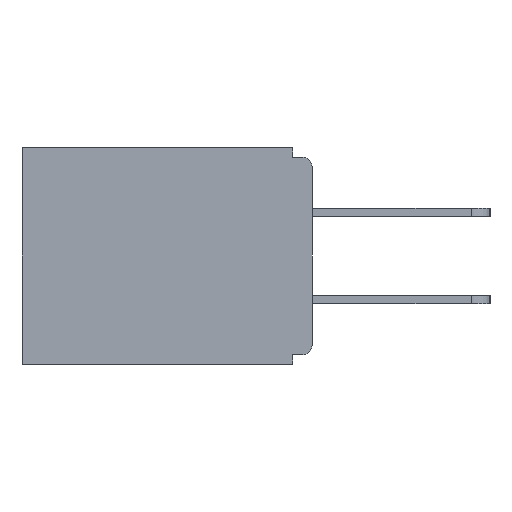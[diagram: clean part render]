
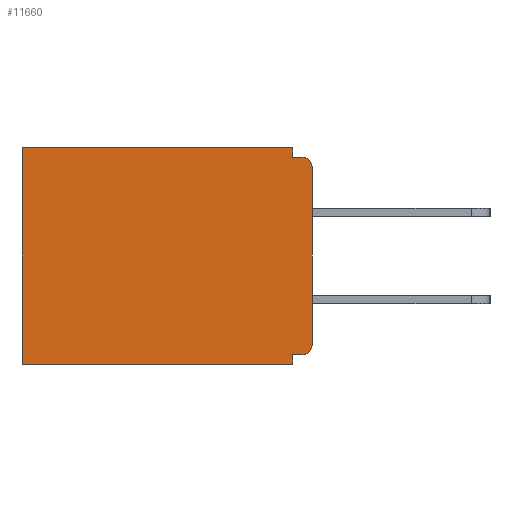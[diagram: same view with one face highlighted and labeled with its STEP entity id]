
A CAD part, left-side view. The second image highlights one B-rep face of the part: STEP entity #11660.
In plain terms, the highlighted planar face has unit normal (-1, 0, 0).
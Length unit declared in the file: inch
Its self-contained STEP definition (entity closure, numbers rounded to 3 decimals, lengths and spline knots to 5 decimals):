
#538 = ORIENTED_EDGE ( 'NONE', *, *, #13364, .T. ) ;
#576 = CARTESIAN_POINT ( 'NONE',  ( 0.298, 0.031, -0.343 ) ) ;
#926 = EDGE_CURVE ( 'NONE', #5681, #3481, #6962, .T. ) ;
#938 = DIRECTION ( 'NONE',  ( 1., 0., 0. ) ) ;
#985 = EDGE_CURVE ( 'NONE', #10210, #13018, #13463, .T. ) ;
#1108 = EDGE_CURVE ( 'NONE', #10210, #10730, #10699, .T. ) ;
#1355 = VERTEX_POINT ( 'NONE', #10822 ) ;
#1468 = DIRECTION ( 'NONE',  ( 0., 0., -1. ) ) ;
#1896 = CARTESIAN_POINT ( 'NONE',  ( 0.298, 0., -0.015 ) ) ;
#1902 = EDGE_CURVE ( 'NONE', #7645, #5681, #11311, .T. ) ;
#2065 = CARTESIAN_POINT ( 'NONE',  ( 0.298, 0.015, -0.03 ) ) ;
#2456 = ORIENTED_EDGE ( 'NONE', *, *, #1108, .F. ) ;
#2517 = DIRECTION ( 'NONE',  ( 0., 0., -1. ) ) ;
#2829 = CARTESIAN_POINT ( 'NONE',  ( 0.298, 0.015, -0.313 ) ) ;
#3351 = EDGE_CURVE ( 'NONE', #13461, #10877, #13410, .T. ) ;
#3423 = VERTEX_POINT ( 'NONE', #3542 ) ;
#3481 = VERTEX_POINT ( 'NONE', #9047 ) ;
#3489 = ORIENTED_EDGE ( 'NONE', *, *, #7667, .F. ) ;
#3539 = ORIENTED_EDGE ( 'NONE', *, *, #926, .F. ) ;
#3542 = CARTESIAN_POINT ( 'NONE',  ( 0.298, 0.46, -0.343 ) ) ;
#3599 = AXIS2_PLACEMENT_3D ( 'NONE', #2065, #6334, #4239 ) ;
#3602 = ORIENTED_EDGE ( 'NONE', *, *, #10694, .T. ) ;
#4103 = VECTOR ( 'NONE', #7851, 39.37008 ) ;
#4239 = DIRECTION ( 'NONE',  ( 0., 0., -1. ) ) ;
#4522 = DIRECTION ( 'NONE',  ( 0., 0., -1. ) ) ;
#4611 = CARTESIAN_POINT ( 'NONE',  ( 0.298, 0., 0. ) ) ;
#5076 = DIRECTION ( 'NONE',  ( -1., 0., 0. ) ) ;
#5255 = LINE ( 'NONE', #7473, #12296 ) ;
#5369 = EDGE_LOOP ( 'NONE', ( #11557, #3489, #8318, #3602, #11204, #6807, #3539, #5763, #538, #2456 ) ) ;
#5571 = DIRECTION ( 'NONE',  ( 0., 0., -1. ) ) ;
#5681 = VERTEX_POINT ( 'NONE', #11749 ) ;
#5763 = ORIENTED_EDGE ( 'NONE', *, *, #1902, .F. ) ;
#5792 = DIRECTION ( 'NONE',  ( 0., -1., 0. ) ) ;
#5940 = VECTOR ( 'NONE', #4522, 39.37008 ) ;
#6090 = DIRECTION ( 'NONE',  ( 0., 0., -1. ) ) ;
#6246 = AXIS2_PLACEMENT_3D ( 'NONE', #12436, #938, #10306 ) ;
#6314 = CARTESIAN_POINT ( 'NONE',  ( 0.298, 0., -0.03 ) ) ;
#6334 = DIRECTION ( 'NONE',  ( -1., 0., 0. ) ) ;
#6570 = CARTESIAN_POINT ( 'NONE',  ( 0.298, 0.015, -0.328 ) ) ;
#6645 = CARTESIAN_POINT ( 'NONE',  ( 0.298, 0., -0.343 ) ) ;
#6676 = CARTESIAN_POINT ( 'NONE',  ( 0.298, 0.46, 0. ) ) ;
#6807 = ORIENTED_EDGE ( 'NONE', *, *, #9343, .F. ) ;
#6962 = LINE ( 'NONE', #576, #13300 ) ;
#7010 = CARTESIAN_POINT ( 'NONE',  ( 0.298, 0.031, 0. ) ) ;
#7041 = CARTESIAN_POINT ( 'NONE',  ( 0.298, 0.015, -0.015 ) ) ;
#7161 = PLANE ( 'NONE',  #6246 ) ;
#7311 = AXIS2_PLACEMENT_3D ( 'NONE', #2829, #5076, #6090 ) ;
#7386 = DIRECTION ( 'NONE',  ( 0., 1., 0. ) ) ;
#7473 = CARTESIAN_POINT ( 'NONE',  ( 0.298, 0., 0. ) ) ;
#7645 = VERTEX_POINT ( 'NONE', #6570 ) ;
#7667 = EDGE_CURVE ( 'NONE', #10877, #13018, #10854, .T. ) ;
#7726 = CARTESIAN_POINT ( 'NONE',  ( 0.298, 0., -0.313 ) ) ;
#7851 = DIRECTION ( 'NONE',  ( 0., 1., 0. ) ) ;
#8226 = VECTOR ( 'NONE', #7386, 39.37008 ) ;
#8318 = ORIENTED_EDGE ( 'NONE', *, *, #3351, .F. ) ;
#8546 = DIRECTION ( 'NONE',  ( 0., 1., 0. ) ) ;
#8679 = FACE_OUTER_BOUND ( 'NONE', #5369, .T. ) ;
#9047 = CARTESIAN_POINT ( 'NONE',  ( 0.298, 0.031, -0.343 ) ) ;
#9292 = CIRCLE ( 'NONE', #7311, 0.015 ) ;
#9338 = CARTESIAN_POINT ( 'NONE',  ( 0.298, 0., -0.328 ) ) ;
#9343 = EDGE_CURVE ( 'NONE', #3481, #3423, #10005, .T. ) ;
#10005 = LINE ( 'NONE', #6645, #4103 ) ;
#10210 = VERTEX_POINT ( 'NONE', #6314 ) ;
#10306 = DIRECTION ( 'NONE',  ( 0., 0., -1. ) ) ;
#10450 = EDGE_CURVE ( 'NONE', #1355, #3423, #10500, .T. ) ;
#10500 = LINE ( 'NONE', #6676, #10987 ) ;
#10651 = VECTOR ( 'NONE', #1468, 39.37008 ) ;
#10694 = EDGE_CURVE ( 'NONE', #13461, #1355, #5255, .T. ) ;
#10699 = LINE ( 'NONE', #4611, #5940 ) ;
#10730 = VERTEX_POINT ( 'NONE', #7726 ) ;
#10822 = CARTESIAN_POINT ( 'NONE',  ( 0.298, 0.46, 0. ) ) ;
#10854 = LINE ( 'NONE', #1896, #11659 ) ;
#10877 = VERTEX_POINT ( 'NONE', #11953 ) ;
#10987 = VECTOR ( 'NONE', #5571, 39.37008 ) ;
#11204 = ORIENTED_EDGE ( 'NONE', *, *, #10450, .T. ) ;
#11311 = LINE ( 'NONE', #9338, #8226 ) ;
#11557 = ORIENTED_EDGE ( 'NONE', *, *, #985, .T. ) ;
#11659 = VECTOR ( 'NONE', #5792, 39.37008 ) ;
#11660 = ADVANCED_FACE ( 'NONE', ( #8679 ), #7161, .F. ) ;
#11749 = CARTESIAN_POINT ( 'NONE',  ( 0.298, 0.031, -0.328 ) ) ;
#11953 = CARTESIAN_POINT ( 'NONE',  ( 0.298, 0.031, -0.015 ) ) ;
#12296 = VECTOR ( 'NONE', #8546, 39.37008 ) ;
#12436 = CARTESIAN_POINT ( 'NONE',  ( 0.298, 0., 0. ) ) ;
#12930 = CARTESIAN_POINT ( 'NONE',  ( 0.298, 0.031, -0.343 ) ) ;
#13018 = VERTEX_POINT ( 'NONE', #7041 ) ;
#13300 = VECTOR ( 'NONE', #2517, 39.37008 ) ;
#13364 = EDGE_CURVE ( 'NONE', #7645, #10730, #9292, .T. ) ;
#13410 = LINE ( 'NONE', #12930, #10651 ) ;
#13461 = VERTEX_POINT ( 'NONE', #7010 ) ;
#13463 = CIRCLE ( 'NONE', #3599, 0.015 ) ;
